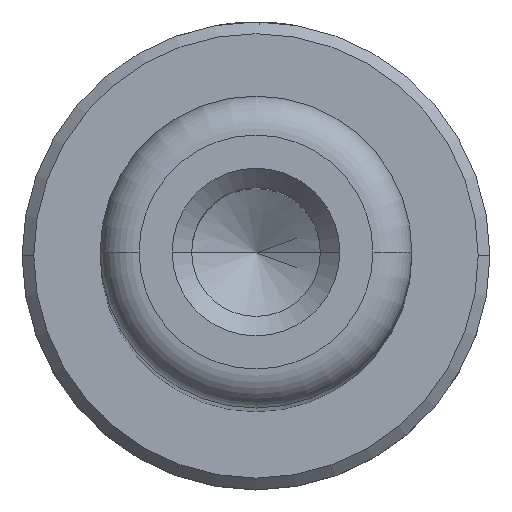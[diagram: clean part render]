
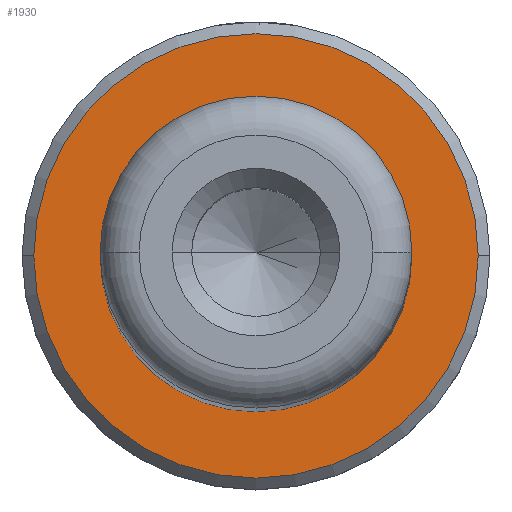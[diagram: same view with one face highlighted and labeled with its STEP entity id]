
A CAD part, top view. The second image highlights one B-rep face of the part: STEP entity #1930.
In plain terms, the highlighted planar face has unit normal (0, 0, 1).
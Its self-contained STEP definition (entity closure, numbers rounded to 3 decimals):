
#21 = DIRECTION ( 'NONE',  ( -1., 0., 0. ) ) ;
#69 = AXIS2_PLACEMENT_3D ( 'NONE', #568, #1203, #246 ) ;
#85 = PLANE ( 'NONE',  #69 ) ;
#246 = DIRECTION ( 'NONE',  ( 1., 0., 0. ) ) ;
#272 = ORIENTED_EDGE ( 'NONE', *, *, #1658, .T. ) ;
#309 = AXIS2_PLACEMENT_3D ( 'NONE', #880, #773, #755 ) ;
#328 = VERTEX_POINT ( 'NONE', #859 ) ;
#380 = EDGE_LOOP ( 'NONE', ( #455, #598 ) ) ;
#434 = CARTESIAN_POINT ( 'NONE',  ( -3.6, 0., 11. ) ) ;
#455 = ORIENTED_EDGE ( 'NONE', *, *, #805, .T. ) ;
#568 = CARTESIAN_POINT ( 'NONE',  ( 0., 0., 11. ) ) ;
#595 = EDGE_CURVE ( 'NONE', #1492, #1914, #1797, .T. ) ;
#598 = ORIENTED_EDGE ( 'NONE', *, *, #741, .T. ) ;
#666 = DIRECTION ( 'NONE',  ( 1., 0., 0. ) ) ;
#672 = DIRECTION ( 'NONE',  ( 0., 0., 1. ) ) ;
#718 = CARTESIAN_POINT ( 'NONE',  ( 0., 0., 11. ) ) ;
#741 = EDGE_CURVE ( 'NONE', #328, #1803, #1548, .T. ) ;
#755 = DIRECTION ( 'NONE',  ( -1., 0., 0. ) ) ;
#773 = DIRECTION ( 'NONE',  ( 0., 0., -1. ) ) ;
#805 = EDGE_CURVE ( 'NONE', #1803, #328, #1402, .T. ) ;
#859 = CARTESIAN_POINT ( 'NONE',  ( 5.7, 0., 11. ) ) ;
#880 = CARTESIAN_POINT ( 'NONE',  ( 0., 0., 11. ) ) ;
#970 = DIRECTION ( 'NONE',  ( 0., 0., -1. ) ) ;
#1095 = DIRECTION ( 'NONE',  ( 1., 0., 0. ) ) ;
#1118 = DIRECTION ( 'NONE',  ( 0., 0., 1. ) ) ;
#1137 = CARTESIAN_POINT ( 'NONE',  ( 0., 0., 11. ) ) ;
#1203 = DIRECTION ( 'NONE',  ( 0., 0., 1. ) ) ;
#1356 = CARTESIAN_POINT ( 'NONE',  ( 3.6, 0., 11. ) ) ;
#1369 = AXIS2_PLACEMENT_3D ( 'NONE', #1137, #1118, #1095 ) ;
#1402 = CIRCLE ( 'NONE', #1580, 5.7 ) ;
#1492 = VERTEX_POINT ( 'NONE', #434 ) ;
#1541 = EDGE_LOOP ( 'NONE', ( #1637, #272 ) ) ;
#1548 = CIRCLE ( 'NONE', #1369, 5.7 ) ;
#1580 = AXIS2_PLACEMENT_3D ( 'NONE', #718, #672, #666 ) ;
#1637 = ORIENTED_EDGE ( 'NONE', *, *, #595, .T. ) ;
#1646 = CARTESIAN_POINT ( 'NONE',  ( -5.7, 0., 11. ) ) ;
#1658 = EDGE_CURVE ( 'NONE', #1914, #1492, #1945, .T. ) ;
#1742 = FACE_OUTER_BOUND ( 'NONE', #380, .T. ) ;
#1786 = FACE_BOUND ( 'NONE', #1541, .T. ) ;
#1797 = CIRCLE ( 'NONE', #309, 3.6 ) ;
#1803 = VERTEX_POINT ( 'NONE', #1646 ) ;
#1914 = VERTEX_POINT ( 'NONE', #1356 ) ;
#1922 = CARTESIAN_POINT ( 'NONE',  ( 0., 0., 11. ) ) ;
#1930 = ADVANCED_FACE ( 'NONE', ( #1742, #1786 ), #85, .T. ) ;
#1945 = CIRCLE ( 'NONE', #1967, 3.6 ) ;
#1967 = AXIS2_PLACEMENT_3D ( 'NONE', #1922, #970, #21 ) ;
